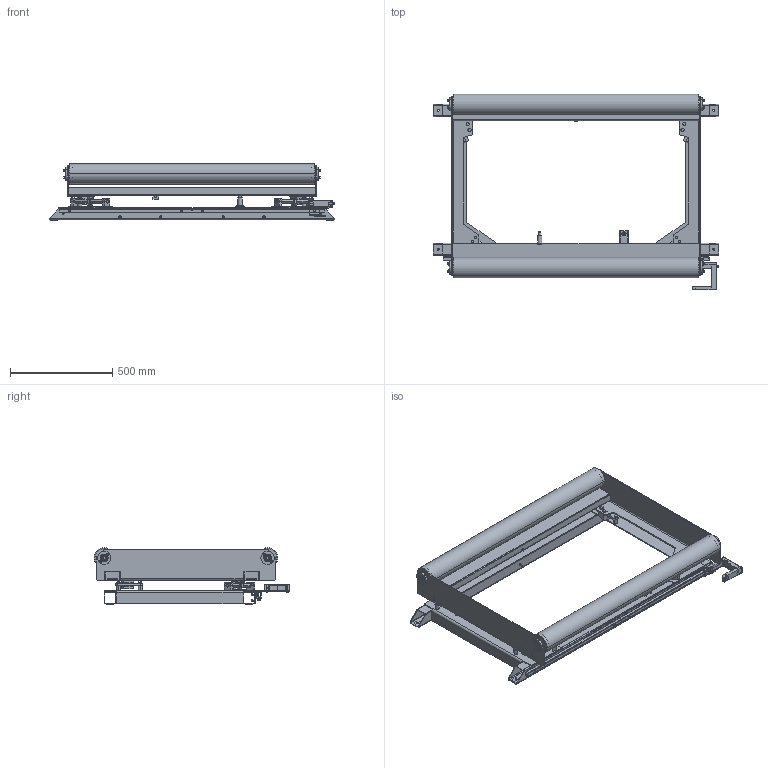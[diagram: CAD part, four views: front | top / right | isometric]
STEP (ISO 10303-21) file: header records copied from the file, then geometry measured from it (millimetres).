
FILE_DESCRIPTION((''),'2;1');
FILE_NAME('140704.1.stp','2015-10-06T10:30:00',(''),(''),'Mechanical Desktop 2009','Mechanical Desktop 2009',', , ');
FILE_SCHEMA(('CONFIG_CONTROL_DESIGN'));
Length unit declared in the file: millimetre
Products named in the file (140): K1407041; K1407042; K1407044A; K1407044; K1407045; K1407045A; K1407046; K1407046A; K1407047A; K1407047; K1309064A; K1309064; K0806235AA; K0806235; SCHWEISSBOLZEN_M6X16A; SCHWEISSBOLZEN_M6X16; U-SCHEIBE_10_5_35X2_5; U-SCHEIBE_10_5_35X2_5A; BLINDNIETMUTTER_M6_UT_FESG3_5; BLINDNIETMUTTER_M6_UT_FESG3_5A; K1407042|AVE_RENDER; K1407042|AVE_GLOBAL; K1407042|RM_SDB; K1407043; K1407051A; K1407051; K1407052; K1407052A; K1407048A; K1407048; K1407049A; K1407049; K0806235A; 6KT-SCHRAUBE_M6X8; 6KT-SCHRAUBE_M6X8A; U-SCHEIBE_M6A; U-SCHEIBE_M6; K1309065A; K1309065; K1407043|AVE_RENDER ...
Assembly tree (296 placements, depth 4):
  K1407041
    K1407042
      K1407044A
        K1407044
      K1407045
        K1407045A
      K1407046
        K1407046A
      K1407047A
        K1407047
      K1309064A
        K1309064
      K0806235AA
        K0806235
      SCHWEISSBOLZEN_M6X16A
        SCHWEISSBOLZEN_M6X16
      U-SCHEIBE_10_5_35X2_5  x4
        U-SCHEIBE_10_5_35X2_5A
      BLINDNIETMUTTER_M6_UT_FESG3_5  x12
        BLINDNIETMUTTER_M6_UT_FESG3_5A
      K1407042|AVE_RENDER  x8
      K1407042|AVE_GLOBAL
      K1407042|RM_SDB  x3
    K1407043
      K1407051A
        K1407051
      K1407052
        K1407052A
      K1407048A
        K1407048
      K1407049A
        K1407049
      K0806235A
        K0806235
      6KT-SCHRAUBE_M6X8
        6KT-SCHRAUBE_M6X8A
      U-SCHEIBE_M6A
        U-SCHEIBE_M6
      K1309065A
        K1309065
      K1407043|AVE_RENDER  x8
      K1407043|AVE_GLOBAL
      K1407043|RM_SDB  x3
    K0605198  x4
      K0605198A
    WELLE_D16H6X210_ROSTFREIA  x2
      WELLE_D16H6X210_ROSTFREI
    I-6KT_SCHRAUBE_M6X40A  x8
      I-6KT_SCHRAUBE_M6X40
    K0605201  x2
      K0605201A
    K0605202  x4
      K0605202A
    6KT-SCHRAUBE_M8X45  x4
      6KT-SCHRAUBE_M8X45A
    U-SCHEIBE_M8  x8
      U-SCHEIBE_M8A
    K0605203  x2
      K0605203A
    KUGEL_ZU_GLEITLAGERBOCK_D16DUA  x2
Bounding box: 1400 x 959.5 x 277.5 mm (x, y, z)
Volume: 11279286.1 mm3; surface area: 5595884.8 mm2
Topology: 164 solids, 165 shells, 2768 faces, 6615 edges, 4280 vertices
Faces by surface type: plane 1313, cylinder 1037, cone 266, torus 100, bspline 42, sphere 10
Entity records: 47057 total; most frequent: CARTESIAN_POINT 8648, DIRECTION 8079, ORIENTED_EDGE 7124, EDGE_CURVE 3562, AXIS2_PLACEMENT_3D 2870, VECTOR 2339, LINE 2339, VERTEX_POINT 2324
